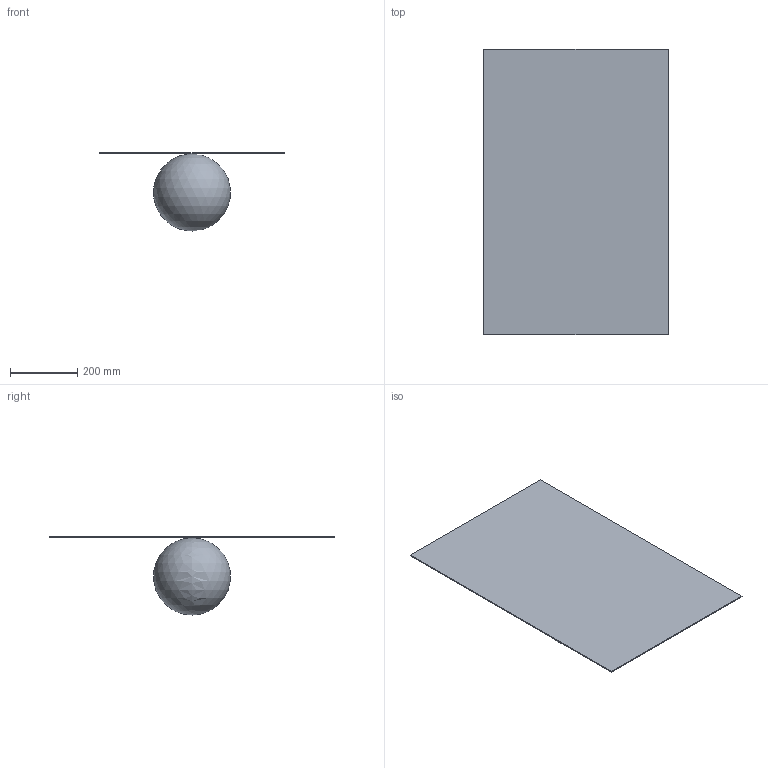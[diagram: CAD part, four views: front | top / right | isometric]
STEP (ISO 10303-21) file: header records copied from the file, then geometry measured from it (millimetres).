
FILE_DESCRIPTION(/* description */ (''),/* implementation_level */ '2;1');
FILE_NAME(/* name */ 'Bauteil1.stp',/* time_stamp */ '2018-05-15T15:50:37+02:00',/* author */ ('Eugen'),/* organization */ (''),/* preprocessor_version */ 'ST-DEVELOPER v16.13',/* originating_system */ 'Autodesk Inventor 2018',/* authorisation */ '');
FILE_SCHEMA (('AUTOMOTIVE_DESIGN { 1 0 10303 214 3 1 1 }'));
Length unit declared in the file: millimetre
Products named in the file (1): Bauteil1
Bounding box: 550 x 850 x 233.1 mm (x, y, z)
Volume: 7773126.3 mm3; surface area: 1109590.3 mm2
Topology: 2 solids, 2 shells, 7 faces, 15 edges, 10 vertices
Faces by surface type: plane 6, sphere 1
Entity records: 218 total; most frequent: CARTESIAN_POINT 31, DIRECTION 30, ORIENTED_EDGE 26, EDGE_CURVE 13, LINE 12, VECTOR 12, VERTEX_POINT 10, AXIS2_PLACEMENT_3D 9
